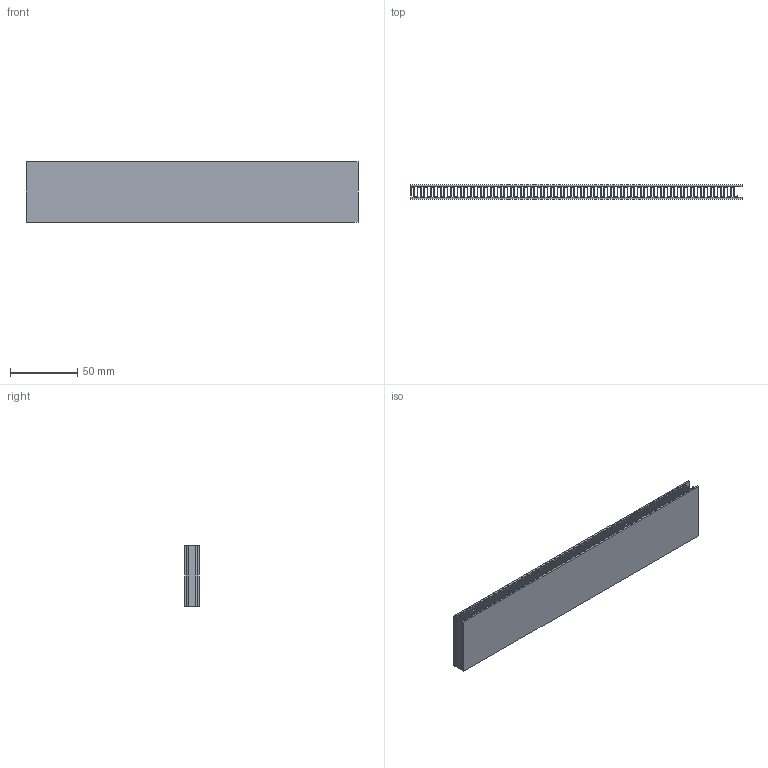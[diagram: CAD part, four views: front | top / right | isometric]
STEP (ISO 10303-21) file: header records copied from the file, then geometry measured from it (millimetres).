
FILE_DESCRIPTION (( 'STEP AP203' ), '1' );
FILE_NAME ('one row of fins.STEP', '2025-08-16T04:07:48', ( '' ), ( '' ), 'SwSTEP 2.0', 'SolidWorks 2024', '' );
FILE_SCHEMA (( 'CONFIG_CONTROL_DESIGN' ));
Length unit declared in the file: inch
Products named in the file (3): Part3^EN-A010X-AA-2x Koolance Radiator Assembly; Part2^EN-A010X-AA-2x Koolance Radiator Assembly; one row of fins
Assembly tree (2 placements, depth 2):
  one row of fins
    Part2^EN-A010X-AA-2x Koolance Radiator Assembly
    Part3^EN-A010X-AA-2x Koolance Radiator Assembly
Bounding box: 247.03 x 10.8 x 45 mm (x, y, z)
Volume: 54472.1 mm3; surface area: 131363.3 mm2
Topology: 3 solids, 3 shells, 800 faces, 2382 edges, 1588 vertices
Faces by surface type: cylinder 588, plane 212
Entity records: 27751 total; most frequent: DIRECTION 5168, CARTESIAN_POINT 4775, ORIENTED_EDGE 4764, EDGE_CURVE 2382, AXIS2_PLACEMENT_3D 1981, VERTEX_POINT 1588, LINE 1206, VECTOR 1206
